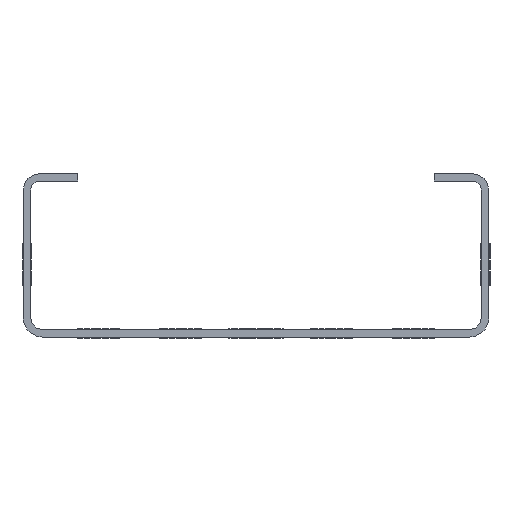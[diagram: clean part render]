
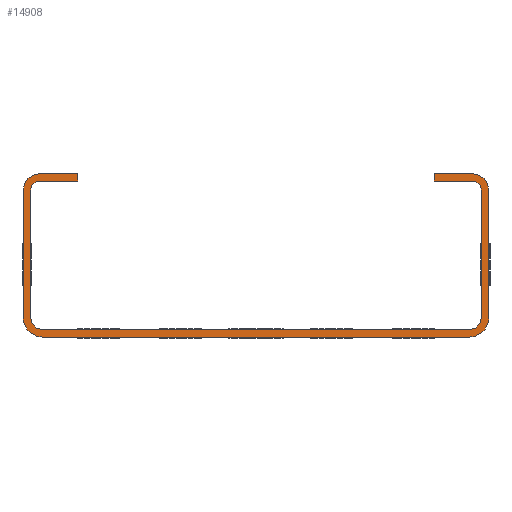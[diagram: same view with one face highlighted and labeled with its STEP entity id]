
A CAD part, left-side view. The second image highlights one B-rep face of the part: STEP entity #14908.
In plain terms, the highlighted planar face has unit normal (-1, 0, 0).
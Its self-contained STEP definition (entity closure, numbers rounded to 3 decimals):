
#1940=FACE_OUTER_BOUND('',#2600,.T.);
#2600=EDGE_LOOP('',(#11780,#11781,#11782,#11783,#11784,#11785,#11786,#11787,
#11788,#11789,#11790,#11791,#11792,#11793,#11794,#11795,#11796,#11797,#11798,
#11799));
#3266=CIRCLE('',#15579,2.);
#3267=CIRCLE('',#15580,2.);
#3268=CIRCLE('',#15581,1.5);
#3269=CIRCLE('',#15582,2.7);
#3270=CIRCLE('',#15583,3.2);
#3271=CIRCLE('',#15584,3.2);
#3272=CIRCLE('',#15585,2.7);
#3273=CIRCLE('',#15586,1.5);
#4505=LINE('',#22502,#5709);
#4507=LINE('',#22508,#5711);
#4508=LINE('',#22512,#5712);
#4509=LINE('',#22516,#5713);
#4510=LINE('',#22518,#5714);
#4511=LINE('',#22520,#5715);
#4512=LINE('',#22524,#5716);
#4513=LINE('',#22528,#5717);
#4514=LINE('',#22532,#5718);
#4515=LINE('',#22536,#5719);
#4516=LINE('',#22538,#5720);
#4517=LINE('',#22540,#5721);
#5709=VECTOR('',#17497,1.);
#5711=VECTOR('',#17503,1.);
#5712=VECTOR('',#17506,1.);
#5713=VECTOR('',#17509,1.);
#5714=VECTOR('',#17510,1.);
#5715=VECTOR('',#17511,1.);
#5716=VECTOR('',#17514,1.);
#5717=VECTOR('',#17517,1.);
#5718=VECTOR('',#17520,1.);
#5719=VECTOR('',#17523,1.);
#5720=VECTOR('',#17524,1.);
#5721=VECTOR('',#17525,1.);
#6920=VERTEX_POINT('',#22499);
#6921=VERTEX_POINT('',#22501);
#6922=VERTEX_POINT('',#22505);
#6923=VERTEX_POINT('',#22507);
#6924=VERTEX_POINT('',#22509);
#6925=VERTEX_POINT('',#22511);
#6926=VERTEX_POINT('',#22513);
#6927=VERTEX_POINT('',#22515);
#6928=VERTEX_POINT('',#22517);
#6929=VERTEX_POINT('',#22519);
#6930=VERTEX_POINT('',#22521);
#6931=VERTEX_POINT('',#22523);
#6932=VERTEX_POINT('',#22525);
#6933=VERTEX_POINT('',#22527);
#6934=VERTEX_POINT('',#22529);
#6935=VERTEX_POINT('',#22531);
#6936=VERTEX_POINT('',#22533);
#6937=VERTEX_POINT('',#22535);
#6938=VERTEX_POINT('',#22537);
#6939=VERTEX_POINT('',#22539);
#9339=EDGE_CURVE('',#6921,#6920,#4505,.T.);
#9341=EDGE_CURVE('',#6922,#6920,#3266,.T.);
#9342=EDGE_CURVE('',#6922,#6923,#4507,.T.);
#9343=EDGE_CURVE('',#6924,#6923,#3267,.T.);
#9344=EDGE_CURVE('',#6924,#6925,#4508,.T.);
#9345=EDGE_CURVE('',#6926,#6925,#3268,.T.);
#9346=EDGE_CURVE('',#6926,#6927,#4509,.T.);
#9347=EDGE_CURVE('',#6928,#6927,#4510,.F.);
#9348=EDGE_CURVE('',#6929,#6928,#4511,.T.);
#9349=EDGE_CURVE('',#6929,#6930,#3269,.T.);
#9350=EDGE_CURVE('',#6930,#6931,#4512,.T.);
#9351=EDGE_CURVE('',#6931,#6932,#3270,.T.);
#9352=EDGE_CURVE('',#6933,#6932,#4513,.T.);
#9353=EDGE_CURVE('',#6933,#6934,#3271,.T.);
#9354=EDGE_CURVE('',#6935,#6934,#4514,.T.);
#9355=EDGE_CURVE('',#6935,#6936,#3272,.T.);
#9356=EDGE_CURVE('',#6936,#6937,#4515,.T.);
#9357=EDGE_CURVE('',#6937,#6938,#4516,.F.);
#9358=EDGE_CURVE('',#6939,#6938,#4517,.T.);
#9359=EDGE_CURVE('',#6921,#6939,#3273,.T.);
#11780=ORIENTED_EDGE('',*,*,#9339,.T.);
#11781=ORIENTED_EDGE('',*,*,#9341,.F.);
#11782=ORIENTED_EDGE('',*,*,#9342,.T.);
#11783=ORIENTED_EDGE('',*,*,#9343,.F.);
#11784=ORIENTED_EDGE('',*,*,#9344,.T.);
#11785=ORIENTED_EDGE('',*,*,#9345,.F.);
#11786=ORIENTED_EDGE('',*,*,#9346,.T.);
#11787=ORIENTED_EDGE('',*,*,#9347,.F.);
#11788=ORIENTED_EDGE('',*,*,#9348,.F.);
#11789=ORIENTED_EDGE('',*,*,#9349,.T.);
#11790=ORIENTED_EDGE('',*,*,#9350,.T.);
#11791=ORIENTED_EDGE('',*,*,#9351,.T.);
#11792=ORIENTED_EDGE('',*,*,#9352,.F.);
#11793=ORIENTED_EDGE('',*,*,#9353,.T.);
#11794=ORIENTED_EDGE('',*,*,#9354,.F.);
#11795=ORIENTED_EDGE('',*,*,#9355,.T.);
#11796=ORIENTED_EDGE('',*,*,#9356,.T.);
#11797=ORIENTED_EDGE('',*,*,#9357,.T.);
#11798=ORIENTED_EDGE('',*,*,#9358,.F.);
#11799=ORIENTED_EDGE('',*,*,#9359,.F.);
#14256=PLANE('',#15578);
#14908=ADVANCED_FACE('',(#1940),#14256,.T.);
#15578=AXIS2_PLACEMENT_3D('',#22504,#17499,#17500);
#15579=AXIS2_PLACEMENT_3D('',#22506,#17501,#17502);
#15580=AXIS2_PLACEMENT_3D('',#22510,#17504,#17505);
#15581=AXIS2_PLACEMENT_3D('',#22514,#17507,#17508);
#15582=AXIS2_PLACEMENT_3D('',#22522,#17512,#17513);
#15583=AXIS2_PLACEMENT_3D('',#22526,#17515,#17516);
#15584=AXIS2_PLACEMENT_3D('',#22530,#17518,#17519);
#15585=AXIS2_PLACEMENT_3D('',#22534,#17521,#17522);
#15586=AXIS2_PLACEMENT_3D('',#22541,#17526,#17527);
#17497=DIRECTION('',(0.,0.,-1.));
#17499=DIRECTION('center_axis',(-1.,0.,0.));
#17500=DIRECTION('ref_axis',(0.,0.,1.));
#17501=DIRECTION('center_axis',(-1.,0.,0.));
#17502=DIRECTION('ref_axis',(0.,-1.,0.));
#17503=DIRECTION('',(0.,1.,0.));
#17504=DIRECTION('center_axis',(-1.,0.,0.));
#17505=DIRECTION('ref_axis',(0.,0.,-1.));
#17506=DIRECTION('',(0.,0.,1.));
#17507=DIRECTION('center_axis',(-1.,0.,0.));
#17508=DIRECTION('ref_axis',(0.,1.,0.));
#17509=DIRECTION('',(0.,-1.,0.));
#17510=DIRECTION('',(0.,0.,1.));
#17511=DIRECTION('',(0.,-1.,0.));
#17512=DIRECTION('center_axis',(-1.,0.,0.));
#17513=DIRECTION('ref_axis',(0.,1.,0.));
#17514=DIRECTION('',(0.,0.,-1.));
#17515=DIRECTION('center_axis',(-1.,0.,0.));
#17516=DIRECTION('ref_axis',(0.,0.,-1.));
#17517=DIRECTION('',(0.,1.,0.));
#17518=DIRECTION('center_axis',(-1.,0.,0.));
#17519=DIRECTION('ref_axis',(0.,-1.,0.));
#17520=DIRECTION('',(0.,0.,-1.));
#17521=DIRECTION('center_axis',(-1.,0.,0.));
#17522=DIRECTION('ref_axis',(0.,0.,1.));
#17523=DIRECTION('',(0.,1.,0.));
#17524=DIRECTION('',(0.,0.,1.));
#17525=DIRECTION('',(0.,1.,0.));
#17526=DIRECTION('center_axis',(-1.,0.,0.));
#17527=DIRECTION('ref_axis',(0.,0.,1.));
#22499=CARTESIAN_POINT('',(113.99,57.837,-10.3));
#22501=CARTESIAN_POINT('',(113.99,57.837,10.8));
#22502=CARTESIAN_POINT('',(113.99,57.837,-9.421));
#22504=CARTESIAN_POINT('Origin',(113.99,133.037,-2.084));
#22505=CARTESIAN_POINT('',(113.99,59.837,-12.3));
#22506=CARTESIAN_POINT('Origin',(113.99,59.837,-10.3));
#22507=CARTESIAN_POINT('',(113.99,130.437,-12.3));
#22508=CARTESIAN_POINT('',(113.99,95.137,-12.3));
#22509=CARTESIAN_POINT('',(113.99,132.437,-10.3));
#22510=CARTESIAN_POINT('Origin',(113.99,130.437,-10.3));
#22511=CARTESIAN_POINT('',(113.99,132.437,10.8));
#22512=CARTESIAN_POINT('',(113.99,132.437,1.584));
#22513=CARTESIAN_POINT('',(113.99,130.937,12.3));
#22514=CARTESIAN_POINT('Origin',(113.99,130.937,10.8));
#22515=CARTESIAN_POINT('',(113.99,124.637,12.3));
#22516=CARTESIAN_POINT('',(113.99,127.787,12.3));
#22517=CARTESIAN_POINT('',(113.99,124.637,13.5));
#22518=CARTESIAN_POINT('',(113.99,124.637,12.9));
#22519=CARTESIAN_POINT('',(113.99,130.937,13.5));
#22520=CARTESIAN_POINT('',(113.99,127.787,13.5));
#22521=CARTESIAN_POINT('',(113.99,133.637,10.8));
#22522=CARTESIAN_POINT('Origin',(113.99,130.937,10.8));
#22523=CARTESIAN_POINT('',(113.99,133.637,-10.3));
#22524=CARTESIAN_POINT('',(113.99,133.637,8.026));
#22525=CARTESIAN_POINT('',(113.99,130.437,-13.5));
#22526=CARTESIAN_POINT('Origin',(113.99,130.437,-10.3));
#22527=CARTESIAN_POINT('',(113.99,59.837,-13.5));
#22528=CARTESIAN_POINT('',(113.99,95.137,-13.5));
#22529=CARTESIAN_POINT('',(113.99,56.637,-10.3));
#22530=CARTESIAN_POINT('Origin',(113.99,59.837,-10.3));
#22531=CARTESIAN_POINT('',(113.99,56.637,10.8));
#22532=CARTESIAN_POINT('',(113.99,56.637,8.026));
#22533=CARTESIAN_POINT('',(113.99,59.337,13.5));
#22534=CARTESIAN_POINT('Origin',(113.99,59.337,10.8));
#22535=CARTESIAN_POINT('',(113.99,65.637,13.5));
#22536=CARTESIAN_POINT('',(113.99,62.487,13.5));
#22537=CARTESIAN_POINT('',(113.99,65.637,12.3));
#22538=CARTESIAN_POINT('',(113.99,65.637,12.9));
#22539=CARTESIAN_POINT('',(113.99,59.337,12.3));
#22540=CARTESIAN_POINT('',(113.99,62.487,12.3));
#22541=CARTESIAN_POINT('Origin',(113.99,59.337,10.8));
